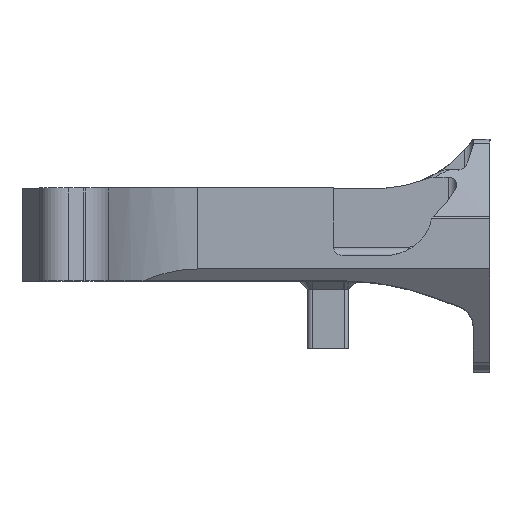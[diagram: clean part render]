
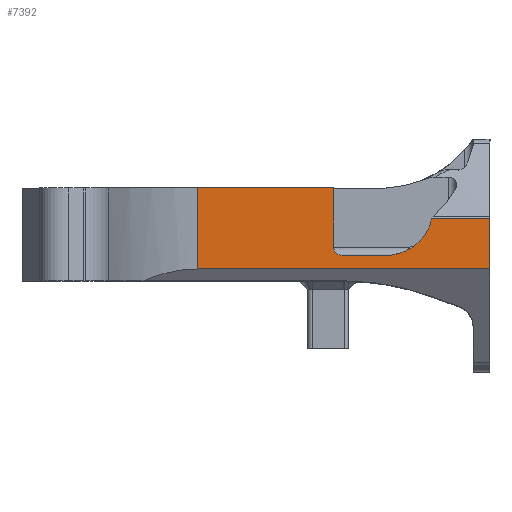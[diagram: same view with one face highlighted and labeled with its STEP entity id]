
A CAD part, top view. The second image highlights one B-rep face of the part: STEP entity #7392.
In plain terms, the highlighted planar face has unit normal (0, 0, 1).
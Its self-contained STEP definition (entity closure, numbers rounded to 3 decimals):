
#458 = DIRECTION ( 'NONE',  ( -1., 0., 0. ) ) ;
#845 = EDGE_CURVE ( 'NONE', #2697, #4254, #10371, .T. ) ;
#921 = CARTESIAN_POINT ( 'NONE',  ( 19.723, 14.25, 12.115 ) ) ;
#1031 = CARTESIAN_POINT ( 'NONE',  ( 30.263, 8.356, 12.115 ) ) ;
#1033 = VERTEX_POINT ( 'NONE', #4152 ) ;
#1084 = ORIENTED_EDGE ( 'NONE', *, *, #15154, .T. ) ;
#1245 = CARTESIAN_POINT ( 'NONE',  ( 31.306, 10.614, 12.115 ) ) ;
#1438 = CARTESIAN_POINT ( 'NONE',  ( 38.222, 10.614, 12.115 ) ) ;
#1588 = VECTOR ( 'NONE', #7066, 1000. ) ;
#1864 = VECTOR ( 'NONE', #8597, 1000. ) ;
#2141 = EDGE_CURVE ( 'NONE', #3185, #11773, #11392, .T. ) ;
#2420 = CARTESIAN_POINT ( 'NONE',  ( 30.942, 9.417, 12.115 ) ) ;
#2521 = CARTESIAN_POINT ( 'NONE',  ( 28.851, 7.115, 12.115 ) ) ;
#2658 = LINE ( 'NONE', #15797, #7883 ) ;
#2697 = VERTEX_POINT ( 'NONE', #921 ) ;
#2767 = DIRECTION ( 'NONE',  ( -1., 0., 0. ) ) ;
#2877 = LINE ( 'NONE', #12848, #5406 ) ;
#2981 = CARTESIAN_POINT ( 'NONE',  ( 25.869, 6.25, 12.115 ) ) ;
#3185 = VERTEX_POINT ( 'NONE', #7797 ) ;
#3253 = ORIENTED_EDGE ( 'NONE', *, *, #8396, .T. ) ;
#3833 = DIRECTION ( 'NONE',  ( 0., -1., 0. ) ) ;
#3927 = CARTESIAN_POINT ( 'NONE',  ( 31.256, 10.3, 12.115 ) ) ;
#4073 = LINE ( 'NONE', #11399, #1588 ) ;
#4101 = EDGE_CURVE ( 'NONE', #1033, #10798, #9533, .T. ) ;
#4152 = CARTESIAN_POINT ( 'NONE',  ( 20.723, 6.25, 12.115 ) ) ;
#4254 = VERTEX_POINT ( 'NONE', #13962 ) ;
#4401 = ORIENTED_EDGE ( 'NONE', *, *, #5465, .T. ) ;
#4461 = CARTESIAN_POINT ( 'NONE',  ( 19.723, 20.962, 12.115 ) ) ;
#4643 = LINE ( 'NONE', #4461, #14179 ) ;
#5388 = CARTESIAN_POINT ( 'NONE',  ( 31.356, 6.25, 12.115 ) ) ;
#5406 = VECTOR ( 'NONE', #6814, 1000. ) ;
#5423 = AXIS2_PLACEMENT_3D ( 'NONE', #7587, #13335, #458 ) ;
#5465 = EDGE_CURVE ( 'NONE', #4254, #5982, #4073, .T. ) ;
#5501 = VERTEX_POINT ( 'NONE', #16826 ) ;
#5604 = CARTESIAN_POINT ( 'NONE',  ( 28.301, 6.81, 12.115 ) ) ;
#5798 = CARTESIAN_POINT ( 'NONE',  ( 27.121, 6.388, 12.115 ) ) ;
#5982 = VERTEX_POINT ( 'NONE', #6623 ) ;
#6349 = ORIENTED_EDGE ( 'NONE', *, *, #11167, .T. ) ;
#6623 = CARTESIAN_POINT ( 'NONE',  ( 3.632, 4.656, 12.115 ) ) ;
#6624 = EDGE_LOOP ( 'NONE', ( #17547, #1084, #17349, #7054, #4401, #6349, #8580, #6904, #3253 ) ) ;
#6752 = B_SPLINE_CURVE_WITH_KNOTS ( 'NONE', 3,
 ( #9565, #3927, #15288, #2420, #13896, #8163, #1031, #11072, #9656, #15384, #2521, #5604, #15928, #8439, #5798, #12863, #7023, #2981 ),
 .UNSPECIFIED., .F., .F.,
 ( 4, 2, 2, 2, 2, 2, 2, 2, 4 ),
 ( 0., 0.001, 0.002, 0.003, 0.004, 0.005, 0.006, 0.007, 0.007 ),
 .UNSPECIFIED. ) ;
#6814 = DIRECTION ( 'NONE',  ( 0., -1., 0. ) ) ;
#6904 = ORIENTED_EDGE ( 'NONE', *, *, #2141, .T. ) ;
#7023 = CARTESIAN_POINT ( 'NONE',  ( 26.186, 6.25, 12.115 ) ) ;
#7054 = ORIENTED_EDGE ( 'NONE', *, *, #845, .T. ) ;
#7066 = DIRECTION ( 'NONE',  ( 0., -1., 0. ) ) ;
#7392 = ADVANCED_FACE ( 'NONE', ( #12748 ), #18098, .F. ) ;
#7587 = CARTESIAN_POINT ( 'NONE',  ( 20.723, 7.25, 12.115 ) ) ;
#7797 = CARTESIAN_POINT ( 'NONE',  ( 38.222, 10.614, 12.115 ) ) ;
#7883 = VECTOR ( 'NONE', #10000, 1000. ) ;
#8163 = CARTESIAN_POINT ( 'NONE',  ( 30.456, 8.604, 12.115 ) ) ;
#8396 = EDGE_CURVE ( 'NONE', #11773, #10798, #6752, .T. ) ;
#8439 = CARTESIAN_POINT ( 'NONE',  ( 27.422, 6.468, 12.115 ) ) ;
#8580 = ORIENTED_EDGE ( 'NONE', *, *, #14450, .F. ) ;
#8597 = DIRECTION ( 'NONE',  ( 1., 0., 0. ) ) ;
#8925 = VERTEX_POINT ( 'NONE', #14604 ) ;
#9509 = AXIS2_PLACEMENT_3D ( 'NONE', #18442, #16688, #3833 ) ;
#9533 = LINE ( 'NONE', #5388, #1864 ) ;
#9565 = CARTESIAN_POINT ( 'NONE',  ( 31.306, 10.614, 12.115 ) ) ;
#9656 = CARTESIAN_POINT ( 'NONE',  ( 29.604, 7.677, 12.115 ) ) ;
#10000 = DIRECTION ( 'NONE',  ( 1., 0., 0. ) ) ;
#10192 = DIRECTION ( 'NONE',  ( 0., -1., 0. ) ) ;
#10371 = LINE ( 'NONE', #17489, #17772 ) ;
#10798 = VERTEX_POINT ( 'NONE', #11610 ) ;
#10885 = EDGE_CURVE ( 'NONE', #2697, #8925, #4643, .T. ) ;
#11072 = CARTESIAN_POINT ( 'NONE',  ( 29.838, 7.893, 12.115 ) ) ;
#11167 = EDGE_CURVE ( 'NONE', #5982, #5501, #2658, .T. ) ;
#11392 = LINE ( 'NONE', #1438, #17339 ) ;
#11399 = CARTESIAN_POINT ( 'NONE',  ( 3.632, -7.58, 12.115 ) ) ;
#11583 = DIRECTION ( 'NONE',  ( -1., 0., 0. ) ) ;
#11610 = CARTESIAN_POINT ( 'NONE',  ( 25.869, 6.25, 12.115 ) ) ;
#11773 = VERTEX_POINT ( 'NONE', #1245 ) ;
#12748 = FACE_OUTER_BOUND ( 'NONE', #6624, .T. ) ;
#12848 = CARTESIAN_POINT ( 'NONE',  ( 38.222, -7.58, 12.115 ) ) ;
#12863 = CARTESIAN_POINT ( 'NONE',  ( 26.503, 6.279, 12.115 ) ) ;
#12945 = CIRCLE ( 'NONE', #5423, 1. ) ;
#13335 = DIRECTION ( 'NONE',  ( 0., 0., -1. ) ) ;
#13896 = CARTESIAN_POINT ( 'NONE',  ( 30.796, 9.135, 12.115 ) ) ;
#13962 = CARTESIAN_POINT ( 'NONE',  ( 3.632, 14.25, 12.115 ) ) ;
#14179 = VECTOR ( 'NONE', #10192, 1000. ) ;
#14450 = EDGE_CURVE ( 'NONE', #3185, #5501, #2877, .T. ) ;
#14604 = CARTESIAN_POINT ( 'NONE',  ( 19.723, 7.25, 12.115 ) ) ;
#15154 = EDGE_CURVE ( 'NONE', #1033, #8925, #12945, .T. ) ;
#15288 = CARTESIAN_POINT ( 'NONE',  ( 31.171, 9.999, 12.115 ) ) ;
#15384 = CARTESIAN_POINT ( 'NONE',  ( 29.111, 7.289, 12.115 ) ) ;
#15797 = CARTESIAN_POINT ( 'NONE',  ( 13.431, 4.656, 12.115 ) ) ;
#15928 = CARTESIAN_POINT ( 'NONE',  ( 28.011, 6.678, 12.115 ) ) ;
#16688 = DIRECTION ( 'NONE',  ( 0., 0., -1. ) ) ;
#16826 = CARTESIAN_POINT ( 'NONE',  ( 38.222, 4.656, 12.115 ) ) ;
#17339 = VECTOR ( 'NONE', #11583, 1000. ) ;
#17349 = ORIENTED_EDGE ( 'NONE', *, *, #10885, .F. ) ;
#17489 = CARTESIAN_POINT ( 'NONE',  ( 13.431, 14.25, 12.115 ) ) ;
#17547 = ORIENTED_EDGE ( 'NONE', *, *, #4101, .F. ) ;
#17772 = VECTOR ( 'NONE', #2767, 1000. ) ;
#18098 = PLANE ( 'NONE',  #9509 ) ;
#18442 = CARTESIAN_POINT ( 'NONE',  ( 13.431, -7.58, 12.115 ) ) ;
